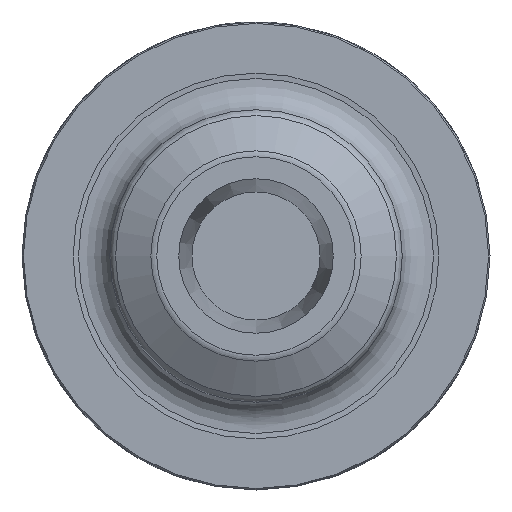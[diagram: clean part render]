
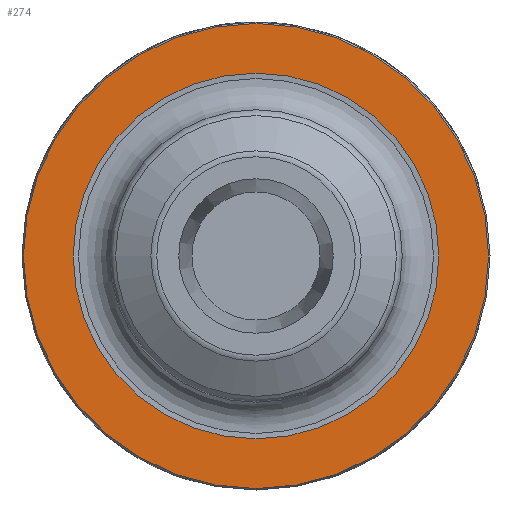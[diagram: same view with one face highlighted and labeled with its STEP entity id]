
A CAD part, left-side view. The second image highlights one B-rep face of the part: STEP entity #274.
In plain terms, the highlighted planar face has unit normal (-1, 0, 0).
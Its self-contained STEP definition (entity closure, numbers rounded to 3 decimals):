
#194=FACE_BOUND('',#431,.T.);
#195=FACE_BOUND('',#432,.T.);
#274=ADVANCED_FACE('',(#194,#195),#305,.F.);
#305=PLANE('',#1070);
#431=EDGE_LOOP('',(#704));
#432=EDGE_LOOP('',(#705));
#456=CIRCLE('',#988,39.75);
#472=CIRCLE('',#1049,31.261);
#704=ORIENTED_EDGE('',*,*,#914,.F.);
#705=ORIENTED_EDGE('',*,*,#848,.F.);
#752=VERTEX_POINT('',#2874);
#797=VERTEX_POINT('',#3474);
#848=EDGE_CURVE('',#752,#752,#456,.T.);
#914=EDGE_CURVE('',#797,#797,#472,.T.);
#988=AXIS2_PLACEMENT_3D('',#2873,#1106,#1107);
#1049=AXIS2_PLACEMENT_3D('',#3473,#1252,#1253);
#1070=AXIS2_PLACEMENT_3D('',#3505,#1294,#1295);
#1106=DIRECTION('',(1.,0.,0.));
#1107=DIRECTION('',(0.,0.,-1.));
#1252=DIRECTION('',(-1.,0.,0.));
#1253=DIRECTION('',(0.,0.,-1.));
#1294=DIRECTION('',(1.,0.,0.));
#1295=DIRECTION('',(0.,0.,-1.));
#2873=CARTESIAN_POINT('',(57.,0.,0.));
#2874=CARTESIAN_POINT('',(57.,0.,-39.75));
#3473=CARTESIAN_POINT('',(57.,0.,0.));
#3474=CARTESIAN_POINT('',(57.,0.,-31.261));
#3505=CARTESIAN_POINT('',(57.,39.75,0.));
